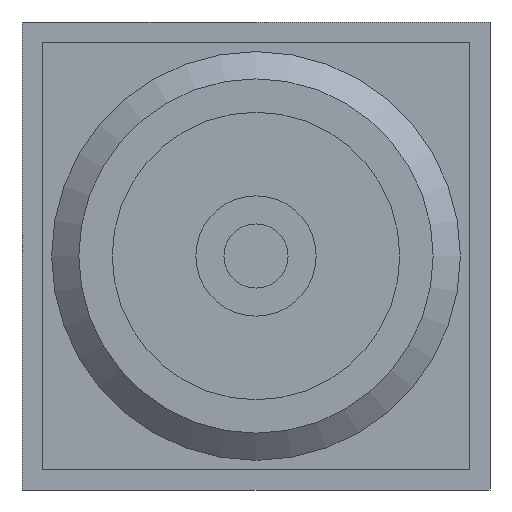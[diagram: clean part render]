
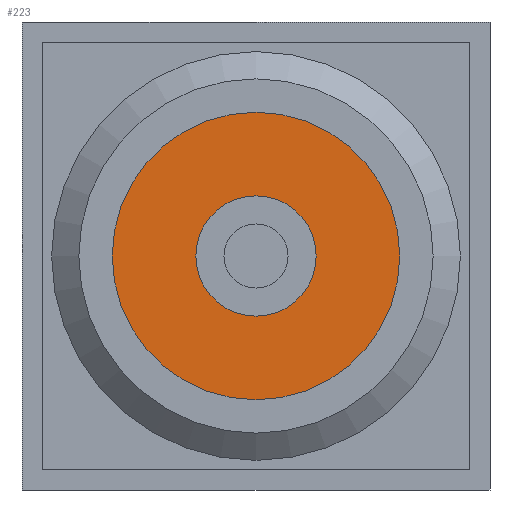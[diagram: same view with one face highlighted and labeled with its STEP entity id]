
A CAD part, front view. The second image highlights one B-rep face of the part: STEP entity #223.
In plain terms, the highlighted planar face has unit normal (0, -1, 0).
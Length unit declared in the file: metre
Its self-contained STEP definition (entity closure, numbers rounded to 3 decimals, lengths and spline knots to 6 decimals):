
#223 = ADVANCED_FACE( '', ( #507, #508 ), #509, .F. );
#507 = FACE_BOUND( '', #813, .T. );
#508 = FACE_OUTER_BOUND( '', #814, .T. );
#509 = PLANE( '', #815 );
#813 = EDGE_LOOP( '', ( #1439 ) );
#814 = EDGE_LOOP( '', ( #1440 ) );
#815 = AXIS2_PLACEMENT_3D( '', #1441, #1442, #1443 );
#1439 = ORIENTED_EDGE( '', *, *, #1651, .T. );
#1440 = ORIENTED_EDGE( '', *, *, #1567, .F. );
#1441 = CARTESIAN_POINT( '', ( 0., -0.0113, 0. ) );
#1442 = DIRECTION( '', ( 0., 1., 0. ) );
#1443 = DIRECTION( '', ( 0., 0., 1. ) );
#1567 = EDGE_CURVE( '', #1775, #1775, #1776, .T. );
#1651 = EDGE_CURVE( '', #1933, #1933, #1934, .T. );
#1775 = VERTEX_POINT( '', #2115 );
#1776 = CIRCLE( '', #2116, 0.00215 );
#1933 = VERTEX_POINT( '', #2287 );
#1934 = CIRCLE( '', #2288, 0.0009 );
#2115 = CARTESIAN_POINT( '', ( 0.00215, -0.0113, 0. ) );
#2116 = AXIS2_PLACEMENT_3D( '', #2394, #2395, #2396 );
#2287 = CARTESIAN_POINT( '', ( 0.0009, -0.0113, 0. ) );
#2288 = AXIS2_PLACEMENT_3D( '', #2618, #2619, #2620 );
#2394 = CARTESIAN_POINT( '', ( 0., -0.0113, 0. ) );
#2395 = DIRECTION( '', ( 0., 1., 0. ) );
#2396 = DIRECTION( '', ( 1., 0., 0. ) );
#2618 = CARTESIAN_POINT( '', ( 0., -0.0113, 0. ) );
#2619 = DIRECTION( '', ( 0., 1., 0. ) );
#2620 = DIRECTION( '', ( 1., 0., 0. ) );
